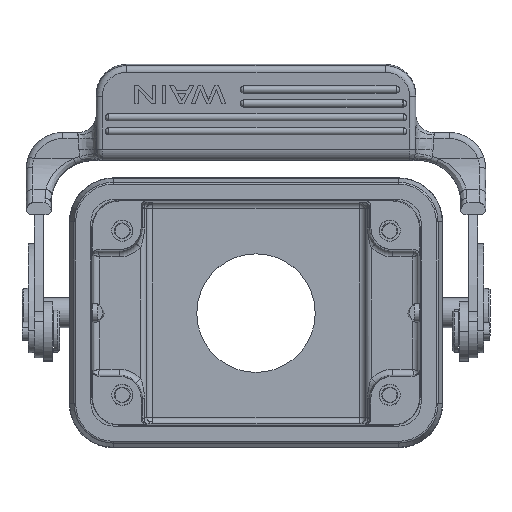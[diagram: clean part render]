
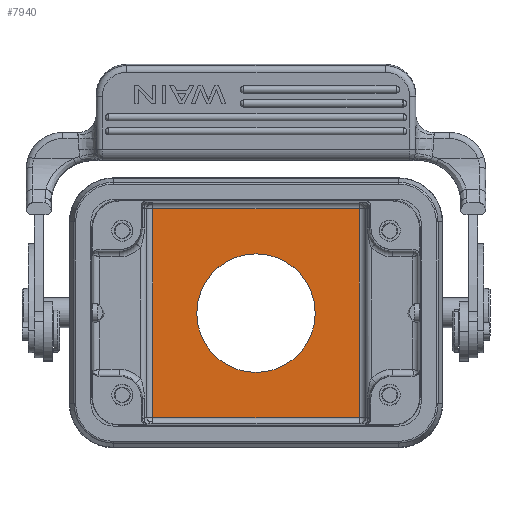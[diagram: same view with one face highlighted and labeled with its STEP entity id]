
A CAD part, top view. The second image highlights one B-rep face of the part: STEP entity #7940.
In plain terms, the highlighted planar face has unit normal (0, 0, 1).
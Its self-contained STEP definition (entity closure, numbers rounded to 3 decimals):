
#1143=DIRECTION('',(-1.,0.,0.));
#1144=VECTOR('',#1143,34.);
#1145=CARTESIAN_POINT('',(17.,-17.186,-37.));
#1146=LINE('',#1145,#1144);
#1147=CARTESIAN_POINT('',(0.,0.,-37.));
#1148=DIRECTION('',(0.,0.,1.));
#1149=DIRECTION('',(1.,0.,0.));
#1150=AXIS2_PLACEMENT_3D('',#1147,#1148,#1149);
#1152=CARTESIAN_POINT('',(0.,0.,-37.));
#1153=DIRECTION('',(0.,0.,1.));
#1154=DIRECTION('',(-1.,0.,0.));
#1155=AXIS2_PLACEMENT_3D('',#1152,#1153,#1154);
#1157=DIRECTION('',(0.,-1.,0.));
#1158=VECTOR('',#1157,34.372);
#1159=CARTESIAN_POINT('',(-17.,17.186,-37.));
#1160=LINE('',#1159,#1158);
#1835=DIRECTION('',(0.,1.,0.));
#1836=VECTOR('',#1835,34.372);
#1837=CARTESIAN_POINT('',(17.,-17.186,-37.));
#1838=LINE('',#1837,#1836);
#1867=DIRECTION('',(-1.,0.,0.));
#1868=VECTOR('',#1867,34.);
#1869=CARTESIAN_POINT('',(17.,17.186,-37.));
#1870=LINE('',#1869,#1868);
#5503=CARTESIAN_POINT('',(17.,-17.186,-37.));
#5505=VERTEX_POINT('',#5503);
#5509=CARTESIAN_POINT('',(-17.,-17.186,-37.));
#5510=VERTEX_POINT('',#5509);
#5513=CARTESIAN_POINT('',(9.75,0.,-37.));
#5514=CARTESIAN_POINT('',(-9.75,0.,-37.));
#5515=VERTEX_POINT('',#5513);
#5516=VERTEX_POINT('',#5514);
#5521=CARTESIAN_POINT('',(-17.,17.186,-37.));
#5522=VERTEX_POINT('',#5521);
#5674=CARTESIAN_POINT('',(17.,17.186,-37.));
#5675=VERTEX_POINT('',#5674);
#7920=CARTESIAN_POINT('',(0.,0.,-37.));
#7921=DIRECTION('',(0.,0.,1.));
#7922=DIRECTION('',(0.,1.,0.));
#7923=AXIS2_PLACEMENT_3D('',#7920,#7921,#7922);
#7924=PLANE('',#7923);
#7925=ORIENTED_EDGE('',*,*,#7908,.T.);
#7927=ORIENTED_EDGE('',*,*,#7926,.F.);
#7929=ORIENTED_EDGE('',*,*,#7928,.F.);
#7931=ORIENTED_EDGE('',*,*,#7930,.F.);
#7932=EDGE_LOOP('',(#7925,#7927,#7929,#7931));
#7933=FACE_OUTER_BOUND('',#7932,.F.);
#7935=ORIENTED_EDGE('',*,*,#7934,.T.);
#7937=ORIENTED_EDGE('',*,*,#7936,.T.);
#7938=EDGE_LOOP('',(#7935,#7937));
#7939=FACE_BOUND('',#7938,.F.);
#1151=CIRCLE('',#1150,9.75);
#1156=CIRCLE('',#1155,9.75);
#7908=EDGE_CURVE('',#5505,#5510,#1146,.T.);
#7926=EDGE_CURVE('',#5522,#5510,#1160,.T.);
#7928=EDGE_CURVE('',#5675,#5522,#1870,.T.);
#7930=EDGE_CURVE('',#5505,#5675,#1838,.T.);
#7934=EDGE_CURVE('',#5515,#5516,#1151,.T.);
#7936=EDGE_CURVE('',#5516,#5515,#1156,.T.);
#7940=ADVANCED_FACE('',(#7933,#7939),#7924,.T.);
